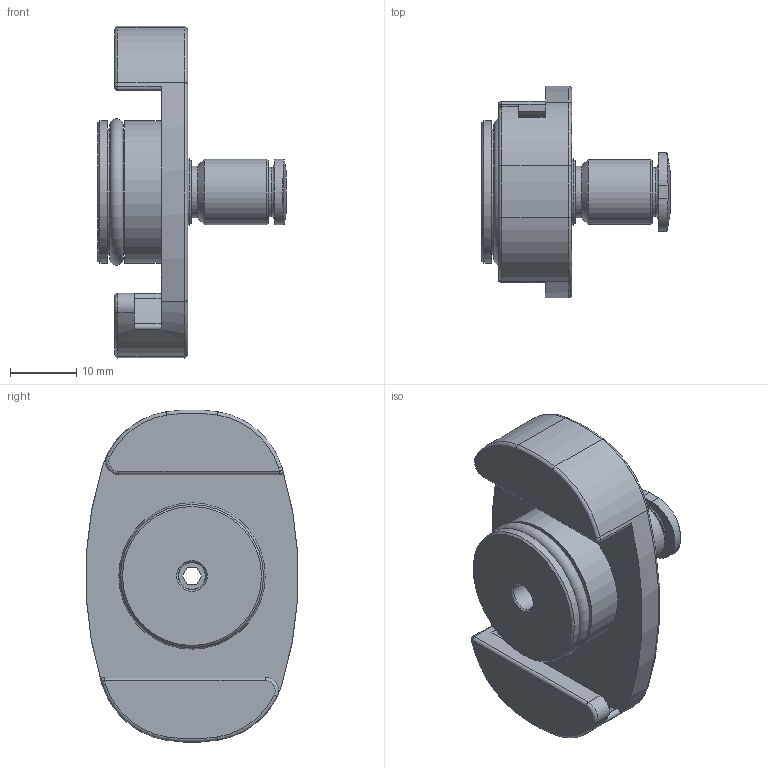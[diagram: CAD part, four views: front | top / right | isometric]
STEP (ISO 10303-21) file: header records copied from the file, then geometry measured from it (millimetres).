
FILE_DESCRIPTION(/* description */ ('Unknown','CAx-IF Rec.Pracs.---Representation and Presentation of Product Manufacturing Information (PMI)---4.0---2014-10-13','CAx-IF Rec.Pracs.---3D Tessellated Geometry---0.4---2014-09-14','2;1'),/* implementation_level */ '2;1');
FILE_NAME(/* name */ '509284_Adapterkopf_30cc_ähnl_S00460',/* time_stamp */ '2024-02-06T10:19:03+01:00',/* author */ ('Unknown'),/* organization */ ('Unknown'),/* preprocessor_version */ 'ST-DEVELOPER v16.7',/* originating_system */ 'Solid Edge',/* authorisation */ 'Unknown');
FILE_SCHEMA (('AP242_MANAGED_MODEL_BASED_3D_ENGINEERING_MIM_LF { 1 0 10303 442 1 1 4 }'));
Length unit declared in the file: millimetre
Products named in the file (5): 509284_Adapterkopf_30cc_鄣nl_S00460; S00461_R1; S00462_R2; 504638_153317 QSM-M5-6-I; O-Ring 18x2
Assembly tree (4 placements, depth 2):
  509284_Adapterkopf_30cc_鄣nl_S00460
    S00461_R1
    S00462_R2
    504638_153317 QSM-M5-6-I
    O-Ring 18x2
Bounding box: 28.3 x 31.84 x 49.93 mm (x, y, z)
Volume: 11208.9 mm3; surface area: 7772 mm2
Topology: 4 solids, 4 shells, 103 faces, 237 edges, 146 vertices
Faces by surface type: cylinder 36, plane 32, torus 23, cone 10, sphere 2
Full cylindrical faces by diameter (mm): 4.134 x1, 5 x1, 6 x1, 7.4 x1, 7.8 x2, 8.917 x1, 9 x1, 9.6 x1, 9.8 x1, 10 x1, 18.8 x1, 21.5 x2
Entity records: 3561 total; most frequent: DIRECTION 530, CARTESIAN_POINT 479, ORIENTED_EDGE 402, AXIS2_PLACEMENT_3D 231, EDGE_CURVE 201, FACE_BOUND 143, EDGE_LOOP 142, VERTEX_POINT 140
